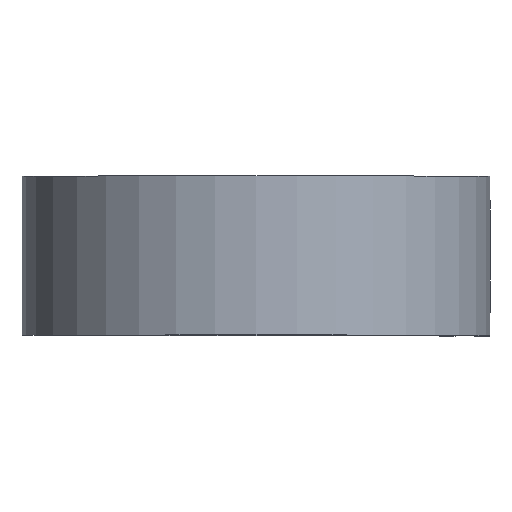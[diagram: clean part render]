
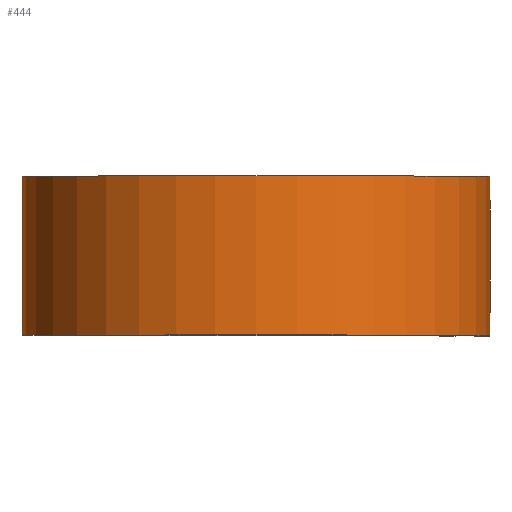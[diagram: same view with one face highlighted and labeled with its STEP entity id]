
A CAD part, top view. The second image highlights one B-rep face of the part: STEP entity #444.
In plain terms, the highlighted cylindrical face has radius 18.682 mm (diameter 37.363 mm), a partial arc.
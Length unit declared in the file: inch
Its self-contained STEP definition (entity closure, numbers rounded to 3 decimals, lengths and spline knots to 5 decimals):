
#6 = CARTESIAN_POINT ( 'NONE',  ( 0., -0.25, 0. ) ) ;
#8 = CYLINDRICAL_SURFACE ( 'NONE', #248, 0.7355 ) ;
#9 = DIRECTION ( 'NONE',  ( 0., 1., 0. ) ) ;
#15 = DIRECTION ( 'NONE',  ( 1., 0., 0. ) ) ;
#18 = AXIS2_PLACEMENT_3D ( 'NONE', #353, #361, #401 ) ;
#48 = EDGE_CURVE ( 'NONE', #230, #242, #621, .T. ) ;
#49 = FACE_OUTER_BOUND ( 'NONE', #105, .T. ) ;
#67 = VERTEX_POINT ( 'NONE', #661 ) ;
#82 = CARTESIAN_POINT ( 'NONE',  ( 0., -0.25, -0.7355 ) ) ;
#105 = EDGE_LOOP ( 'NONE', ( #683, #128, #397, #729 ) ) ;
#128 = ORIENTED_EDGE ( 'NONE', *, *, #48, .F. ) ;
#167 = VERTEX_POINT ( 'NONE', #82 ) ;
#170 = CARTESIAN_POINT ( 'NONE',  ( 0., 0.25, 0. ) ) ;
#230 = VERTEX_POINT ( 'NONE', #507 ) ;
#242 = VERTEX_POINT ( 'NONE', #511 ) ;
#248 = AXIS2_PLACEMENT_3D ( 'NONE', #170, #505, #365 ) ;
#266 = AXIS2_PLACEMENT_3D ( 'NONE', #6, #9, #15 ) ;
#267 = VECTOR ( 'NONE', #276, 39.37008 ) ;
#268 = CARTESIAN_POINT ( 'NONE',  ( 0., 0.25, -0.7355 ) ) ;
#276 = DIRECTION ( 'NONE',  ( 0., -1., 0. ) ) ;
#353 = CARTESIAN_POINT ( 'NONE',  ( 0., 0.25, 0. ) ) ;
#361 = DIRECTION ( 'NONE',  ( 0., 1., 0. ) ) ;
#365 = DIRECTION ( 'NONE',  ( 0., 0., -1. ) ) ;
#397 = ORIENTED_EDGE ( 'NONE', *, *, #584, .F. ) ;
#401 = DIRECTION ( 'NONE',  ( 1., 0., 0. ) ) ;
#434 = CIRCLE ( 'NONE', #266, 0.7355 ) ;
#444 = ADVANCED_FACE ( 'NONE', ( #49 ), #8, .T. ) ;
#505 = DIRECTION ( 'NONE',  ( 0., -1., 0. ) ) ;
#507 = CARTESIAN_POINT ( 'NONE',  ( 0.7355, 0.25, 0. ) ) ;
#511 = CARTESIAN_POINT ( 'NONE',  ( 0.7355, -0.25, 0. ) ) ;
#577 = CIRCLE ( 'NONE', #18, 0.7355 ) ;
#584 = EDGE_CURVE ( 'NONE', #67, #230, #577, .T. ) ;
#605 = DIRECTION ( 'NONE',  ( 0., -1., 0. ) ) ;
#608 = CARTESIAN_POINT ( 'NONE',  ( 0.7355, 0.25, 0. ) ) ;
#621 = LINE ( 'NONE', #608, #629 ) ;
#623 = LINE ( 'NONE', #268, #267 ) ;
#629 = VECTOR ( 'NONE', #605, 39.37008 ) ;
#631 = EDGE_CURVE ( 'NONE', #167, #242, #434, .T. ) ;
#661 = CARTESIAN_POINT ( 'NONE',  ( 0., 0.25, -0.7355 ) ) ;
#683 = ORIENTED_EDGE ( 'NONE', *, *, #631, .T. ) ;
#718 = EDGE_CURVE ( 'NONE', #67, #167, #623, .T. ) ;
#729 = ORIENTED_EDGE ( 'NONE', *, *, #718, .T. ) ;
